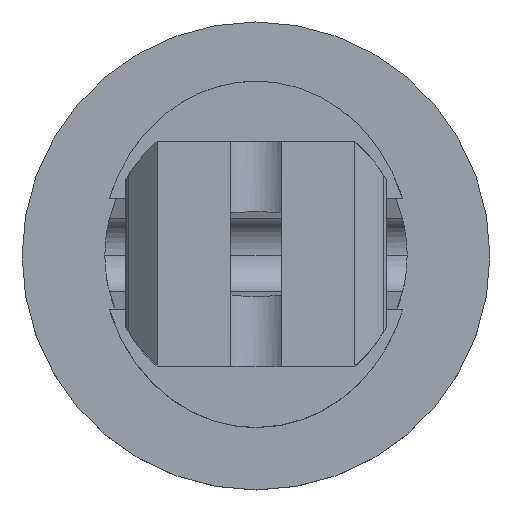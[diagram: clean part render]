
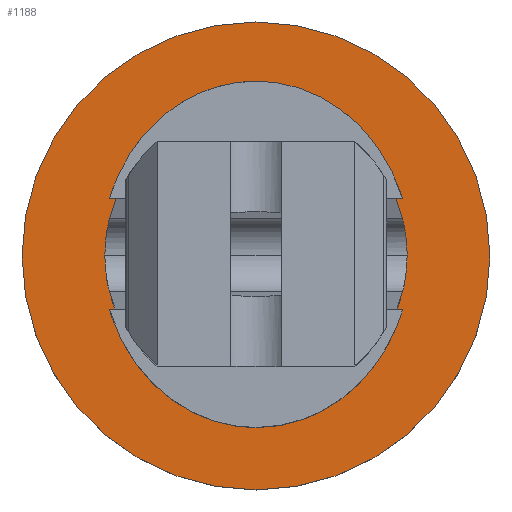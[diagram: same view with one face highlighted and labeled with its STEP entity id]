
A CAD part, top view. The second image highlights one B-rep face of the part: STEP entity #1188.
In plain terms, the highlighted planar face has unit normal (0, 0, 1).
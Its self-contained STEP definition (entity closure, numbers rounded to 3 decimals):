
#15 = DIRECTION ( 'NONE',  ( 0., 0., -1. ) ) ;
#42 = EDGE_LOOP ( 'NONE', ( #738, #1519 ) ) ;
#71 = EDGE_CURVE ( 'NONE', #215, #565, #526, .T. ) ;
#75 = CARTESIAN_POINT ( 'NONE',  ( 0., 0., -11.811 ) ) ;
#167 = DIRECTION ( 'NONE',  ( -1., 0., 0. ) ) ;
#178 = VERTEX_POINT ( 'NONE', #494 ) ;
#215 = VERTEX_POINT ( 'NONE', #779 ) ;
#226 = DIRECTION ( 'NONE',  ( 0., 0., -1. ) ) ;
#316 = DIRECTION ( 'NONE',  ( -1., 0., 0. ) ) ;
#479 = CARTESIAN_POINT ( 'NONE',  ( 0., 0., -11.811 ) ) ;
#494 = CARTESIAN_POINT ( 'NONE',  ( 3.175, 0., -11.811 ) ) ;
#526 = CIRCLE ( 'NONE', #920, 2.05 ) ;
#528 = CIRCLE ( 'NONE', #1441, 2.05 ) ;
#565 = VERTEX_POINT ( 'NONE', #1042 ) ;
#594 = DIRECTION ( 'NONE',  ( -1., 0., 0. ) ) ;
#640 = AXIS2_PLACEMENT_3D ( 'NONE', #1099, #1109, #316 ) ;
#652 = CARTESIAN_POINT ( 'NONE',  ( 0., 0., -11.811 ) ) ;
#738 = ORIENTED_EDGE ( 'NONE', *, *, #71, .T. ) ;
#779 = CARTESIAN_POINT ( 'NONE',  ( 2.05, 0., -11.811 ) ) ;
#793 = ORIENTED_EDGE ( 'NONE', *, *, #1579, .F. ) ;
#803 = DIRECTION ( 'NONE',  ( -1., 0., 0. ) ) ;
#851 = CARTESIAN_POINT ( 'NONE',  ( -3.175, 0., -11.811 ) ) ;
#879 = DIRECTION ( 'NONE',  ( 0., 0., -1. ) ) ;
#920 = AXIS2_PLACEMENT_3D ( 'NONE', #479, #1460, #594 ) ;
#959 = PLANE ( 'NONE',  #640 ) ;
#970 = CARTESIAN_POINT ( 'NONE',  ( 0., 0., -11.811 ) ) ;
#990 = EDGE_CURVE ( 'NONE', #565, #215, #528, .T. ) ;
#991 = CIRCLE ( 'NONE', #1576, 3.175 ) ;
#1042 = CARTESIAN_POINT ( 'NONE',  ( -2.05, 0., -11.811 ) ) ;
#1080 = EDGE_CURVE ( 'NONE', #178, #1374, #991, .T. ) ;
#1099 = CARTESIAN_POINT ( 'NONE',  ( 0., 0., -11.811 ) ) ;
#1109 = DIRECTION ( 'NONE',  ( 0., 0., -1. ) ) ;
#1122 = DIRECTION ( 'NONE',  ( -1., 0., 0. ) ) ;
#1144 = ORIENTED_EDGE ( 'NONE', *, *, #1080, .F. ) ;
#1188 = ADVANCED_FACE ( 'NONE', ( #1434, #1432 ), #959, .F. ) ;
#1300 = CIRCLE ( 'NONE', #1529, 3.175 ) ;
#1374 = VERTEX_POINT ( 'NONE', #851 ) ;
#1432 = FACE_BOUND ( 'NONE', #42, .T. ) ;
#1434 = FACE_OUTER_BOUND ( 'NONE', #1506, .T. ) ;
#1441 = AXIS2_PLACEMENT_3D ( 'NONE', #652, #15, #803 ) ;
#1460 = DIRECTION ( 'NONE',  ( 0., 0., -1. ) ) ;
#1506 = EDGE_LOOP ( 'NONE', ( #1144, #793 ) ) ;
#1519 = ORIENTED_EDGE ( 'NONE', *, *, #990, .T. ) ;
#1529 = AXIS2_PLACEMENT_3D ( 'NONE', #75, #879, #167 ) ;
#1576 = AXIS2_PLACEMENT_3D ( 'NONE', #970, #226, #1122 ) ;
#1579 = EDGE_CURVE ( 'NONE', #1374, #178, #1300, .T. ) ;
